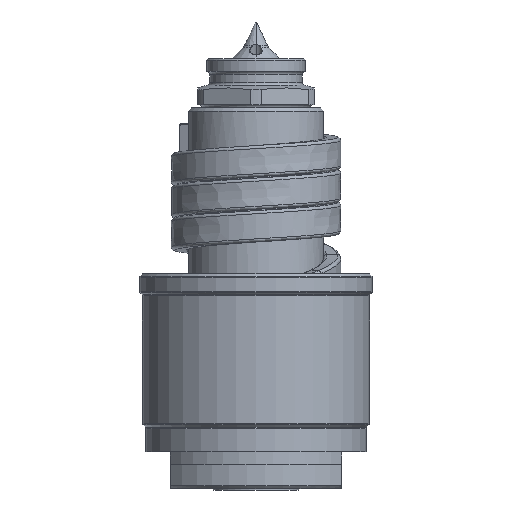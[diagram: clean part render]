
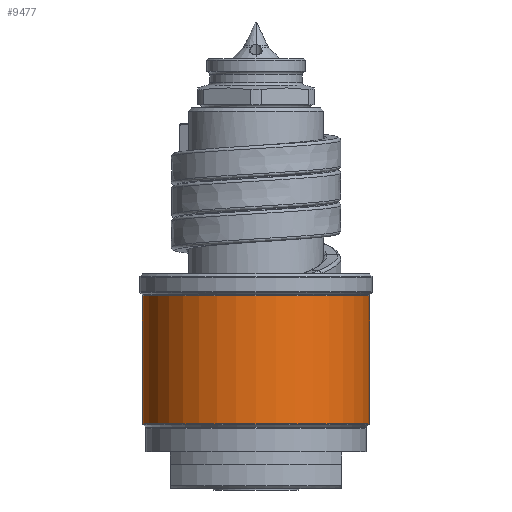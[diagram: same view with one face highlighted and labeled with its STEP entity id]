
A CAD part, front view. The second image highlights one B-rep face of the part: STEP entity #9477.
In plain terms, the highlighted cylindrical face has radius 18.5 mm (diameter 37 mm), a partial arc.
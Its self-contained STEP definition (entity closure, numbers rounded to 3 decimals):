
#2914=CARTESIAN_POINT('',(0.,0.,10.583));
#2915=DIRECTION('',(0.,0.,1.));
#2916=DIRECTION('',(-1.,0.,0.));
#2917=AXIS2_PLACEMENT_3D('',#2914,#2915,#2916);
#2919=DIRECTION('',(0.,0.,-1.));
#2920=VECTOR('',#2919,20.834);
#2921=CARTESIAN_POINT('',(-18.5,0.,31.417));
#2922=LINE('',#2921,#2920);
#2923=CARTESIAN_POINT('',(0.,0.,31.417));
#2924=DIRECTION('',(0.,0.,1.));
#2925=DIRECTION('',(-1.,0.,0.));
#2926=AXIS2_PLACEMENT_3D('',#2923,#2924,#2925);
#2928=DIRECTION('',(0.,0.,-1.));
#2929=VECTOR('',#2928,20.834);
#2930=CARTESIAN_POINT('',(18.5,0.,31.417));
#2931=LINE('',#2930,#2929);
#5504=CARTESIAN_POINT('',(18.5,0.,31.417));
#5505=CARTESIAN_POINT('',(-18.5,0.,31.417));
#5506=VERTEX_POINT('',#5504);
#5507=VERTEX_POINT('',#5505);
#5530=CARTESIAN_POINT('',(18.5,0.,10.583));
#5531=VERTEX_POINT('',#5530);
#5532=CARTESIAN_POINT('',(-18.5,0.,10.583));
#5533=VERTEX_POINT('',#5532);
#9465=CARTESIAN_POINT('',(0.,0.,8.75));
#9466=DIRECTION('',(0.,0.,1.));
#9467=DIRECTION('',(-1.,0.,0.));
#9468=AXIS2_PLACEMENT_3D('',#9465,#9466,#9467);
#9469=CYLINDRICAL_SURFACE('',#9468,18.5);
#9470=ORIENTED_EDGE('',*,*,#7516,.F.);
#9471=ORIENTED_EDGE('',*,*,#7497,.F.);
#9473=ORIENTED_EDGE('',*,*,#9472,.T.);
#9474=ORIENTED_EDGE('',*,*,#7493,.T.);
#9475=EDGE_LOOP('',(#9470,#9471,#9473,#9474));
#9476=FACE_OUTER_BOUND('',#9475,.F.);
#2918=CIRCLE('',#2917,18.5);
#2927=CIRCLE('',#2926,18.5);
#7493=EDGE_CURVE('',#5506,#5531,#2931,.T.);
#7497=EDGE_CURVE('',#5507,#5533,#2922,.T.);
#7516=EDGE_CURVE('',#5533,#5531,#2918,.T.);
#9472=EDGE_CURVE('',#5507,#5506,#2927,.T.);
#9477=ADVANCED_FACE('',(#9476),#9469,.T.);
